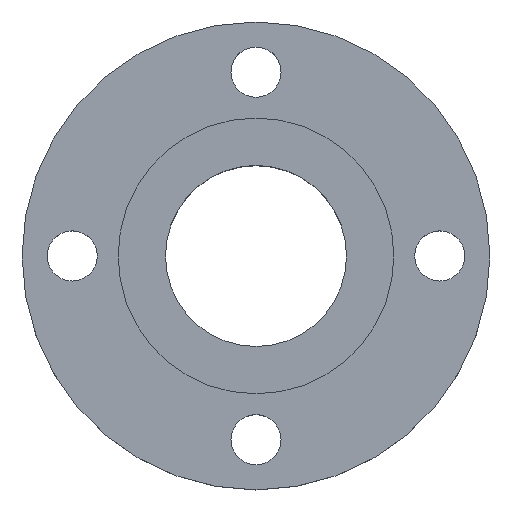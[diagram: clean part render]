
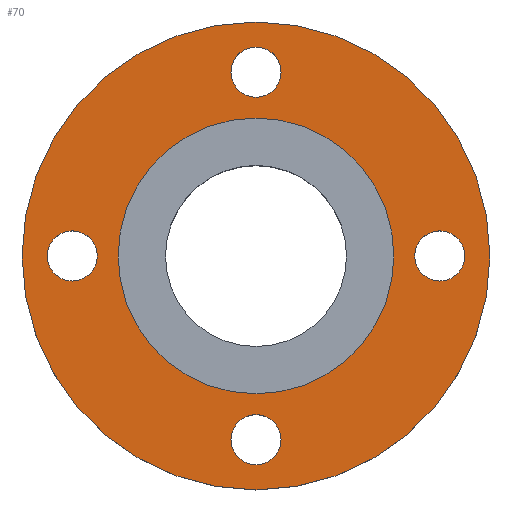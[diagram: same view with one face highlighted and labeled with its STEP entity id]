
A CAD part, top view. The second image highlights one B-rep face of the part: STEP entity #70.
In plain terms, the highlighted planar face has unit normal (0, 0, 1).
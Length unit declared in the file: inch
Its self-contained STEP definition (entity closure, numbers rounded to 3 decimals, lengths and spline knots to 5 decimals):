
#3 = VERTEX_POINT ( 'NONE', #117 ) ;
#6 = DIRECTION ( 'NONE',  ( 1., 0., 0. ) ) ;
#7 = VERTEX_POINT ( 'NONE', #672 ) ;
#19 = DIRECTION ( 'NONE',  ( 0., 1., 0. ) ) ;
#20 = DIRECTION ( 'NONE',  ( 0., 0., 1. ) ) ;
#59 = DIRECTION ( 'NONE',  ( 1., 0., 0. ) ) ;
#64 = DIRECTION ( 'NONE',  ( 0., 0., 1. ) ) ;
#70 = ADVANCED_FACE ( 'NONE', ( #657, #318, #592, #104, #199, #736 ), #470, .F. ) ;
#85 = CIRCLE ( 'NONE', #469, 0.375 ) ;
#89 = DIRECTION ( 'NONE',  ( 1., 0., 0. ) ) ;
#92 = EDGE_CURVE ( 'NONE', #729, #131, #347, .T. ) ;
#97 = DIRECTION ( 'NONE',  ( 0., 0., 1. ) ) ;
#103 = VERTEX_POINT ( 'NONE', #728 ) ;
#104 = FACE_BOUND ( 'NONE', #671, .T. ) ;
#108 = ORIENTED_EDGE ( 'NONE', *, *, #582, .F. ) ;
#116 = ORIENTED_EDGE ( 'NONE', *, *, #460, .F. ) ;
#117 = CARTESIAN_POINT ( 'NONE',  ( 0.375, -2.75, -0.0625 ) ) ;
#118 = CARTESIAN_POINT ( 'NONE',  ( -2.75, 0., -0.0625 ) ) ;
#121 = ORIENTED_EDGE ( 'NONE', *, *, #92, .F. ) ;
#126 = CIRCLE ( 'NONE', #707, 0.375 ) ;
#131 = VERTEX_POINT ( 'NONE', #354 ) ;
#143 = CARTESIAN_POINT ( 'NONE',  ( 0., 0., -0.0625 ) ) ;
#144 = CARTESIAN_POINT ( 'NONE',  ( 0., -2.75, -0.0625 ) ) ;
#147 = AXIS2_PLACEMENT_3D ( 'NONE', #168, #97, #384 ) ;
#158 = CARTESIAN_POINT ( 'NONE',  ( -0.375, 2.75, -0.0625 ) ) ;
#160 = AXIS2_PLACEMENT_3D ( 'NONE', #144, #423, #640 ) ;
#167 = EDGE_LOOP ( 'NONE', ( #121, #727 ) ) ;
#168 = CARTESIAN_POINT ( 'NONE',  ( 0., 2.75, -0.0625 ) ) ;
#178 = CARTESIAN_POINT ( 'NONE',  ( -0.375, -2.75, -0.0625 ) ) ;
#183 = ORIENTED_EDGE ( 'NONE', *, *, #661, .T. ) ;
#189 = VERTEX_POINT ( 'NONE', #763 ) ;
#194 = EDGE_CURVE ( 'NONE', #255, #838, #320, .T. ) ;
#199 = FACE_BOUND ( 'NONE', #167, .T. ) ;
#213 = DIRECTION ( 'NONE',  ( 0., 0., 1. ) ) ;
#221 = AXIS2_PLACEMENT_3D ( 'NONE', #285, #360, #431 ) ;
#226 = CARTESIAN_POINT ( 'NONE',  ( -2.375, 0., -0.0625 ) ) ;
#229 = DIRECTION ( 'NONE',  ( 0., 0., 1. ) ) ;
#243 = CIRCLE ( 'NONE', #160, 0.375 ) ;
#245 = CARTESIAN_POINT ( 'NONE',  ( 0., 2.0625, -0.0625 ) ) ;
#251 = ORIENTED_EDGE ( 'NONE', *, *, #618, .T. ) ;
#254 = CIRCLE ( 'NONE', #852, 3.5 ) ;
#255 = VERTEX_POINT ( 'NONE', #508 ) ;
#258 = CIRCLE ( 'NONE', #715, 0.375 ) ;
#261 = CIRCLE ( 'NONE', #221, 2.0625 ) ;
#266 = VERTEX_POINT ( 'NONE', #178 ) ;
#270 = CARTESIAN_POINT ( 'NONE',  ( 2.75, 0., -0.0625 ) ) ;
#274 = DIRECTION ( 'NONE',  ( -1., 0., 0. ) ) ;
#282 = EDGE_CURVE ( 'NONE', #103, #656, #521, .T. ) ;
#284 = DIRECTION ( 'NONE',  ( 0., 0., 1. ) ) ;
#285 = CARTESIAN_POINT ( 'NONE',  ( 0., 0., -0.0625 ) ) ;
#289 = DIRECTION ( 'NONE',  ( 1., 0., 0. ) ) ;
#313 = DIRECTION ( 'NONE',  ( 0., 0., 1. ) ) ;
#317 = EDGE_CURVE ( 'NONE', #131, #729, #261, .T. ) ;
#318 = FACE_BOUND ( 'NONE', #717, .T. ) ;
#320 = CIRCLE ( 'NONE', #381, 0.375 ) ;
#322 = DIRECTION ( 'NONE',  ( -1., 0., 0. ) ) ;
#330 = EDGE_CURVE ( 'NONE', #266, #3, #243, .T. ) ;
#331 = CIRCLE ( 'NONE', #698, 0.375 ) ;
#334 = CARTESIAN_POINT ( 'NONE',  ( 0., 0., -0.0625 ) ) ;
#347 = CIRCLE ( 'NONE', #822, 2.0625 ) ;
#350 = VERTEX_POINT ( 'NONE', #368 ) ;
#354 = CARTESIAN_POINT ( 'NONE',  ( -2.0625, 0., -0.0625 ) ) ;
#360 = DIRECTION ( 'NONE',  ( 0., 0., 1. ) ) ;
#368 = CARTESIAN_POINT ( 'NONE',  ( 3.5, 0., -0.0625 ) ) ;
#379 = AXIS2_PLACEMENT_3D ( 'NONE', #560, #213, #651 ) ;
#381 = AXIS2_PLACEMENT_3D ( 'NONE', #633, #20, #289 ) ;
#384 = DIRECTION ( 'NONE',  ( 0., -1., 0. ) ) ;
#423 = DIRECTION ( 'NONE',  ( 0., 0., 1. ) ) ;
#431 = DIRECTION ( 'NONE',  ( 1., 0., 0. ) ) ;
#434 = DIRECTION ( 'NONE',  ( -1., 0., 0. ) ) ;
#460 = EDGE_CURVE ( 'NONE', #3, #266, #85, .T. ) ;
#461 = DIRECTION ( 'NONE',  ( 1., 0., 0. ) ) ;
#469 = AXIS2_PLACEMENT_3D ( 'NONE', #512, #629, #19 ) ;
#470 = PLANE ( 'NONE',  #835 ) ;
#476 = DIRECTION ( 'NONE',  ( 0., 0., -1. ) ) ;
#477 = ORIENTED_EDGE ( 'NONE', *, *, #282, .F. ) ;
#508 = CARTESIAN_POINT ( 'NONE',  ( -3.125, 0., -0.0625 ) ) ;
#512 = CARTESIAN_POINT ( 'NONE',  ( 0., -2.75, -0.0625 ) ) ;
#521 = CIRCLE ( 'NONE', #147, 0.375 ) ;
#535 = DIRECTION ( 'NONE',  ( 0., 0., 1. ) ) ;
#543 = ORIENTED_EDGE ( 'NONE', *, *, #194, .F. ) ;
#544 = VERTEX_POINT ( 'NONE', #745 ) ;
#546 = DIRECTION ( 'NONE',  ( 0., 0., 1. ) ) ;
#550 = AXIS2_PLACEMENT_3D ( 'NONE', #673, #546, #59 ) ;
#556 = ORIENTED_EDGE ( 'NONE', *, *, #595, .F. ) ;
#560 = CARTESIAN_POINT ( 'NONE',  ( 0., 2.75, -0.0625 ) ) ;
#582 = EDGE_CURVE ( 'NONE', #544, #189, #331, .T. ) ;
#592 = FACE_BOUND ( 'NONE', #596, .T. ) ;
#595 = EDGE_CURVE ( 'NONE', #838, #255, #126, .T. ) ;
#596 = EDGE_LOOP ( 'NONE', ( #116, #848 ) ) ;
#607 = CIRCLE ( 'NONE', #379, 0.375 ) ;
#618 = EDGE_CURVE ( 'NONE', #7, #350, #802, .T. ) ;
#629 = DIRECTION ( 'NONE',  ( 0., 0., 1. ) ) ;
#633 = CARTESIAN_POINT ( 'NONE',  ( -2.75, 0., -0.0625 ) ) ;
#640 = DIRECTION ( 'NONE',  ( 0., 1., 0. ) ) ;
#651 = DIRECTION ( 'NONE',  ( 0., -1., 0. ) ) ;
#656 = VERTEX_POINT ( 'NONE', #158 ) ;
#657 = FACE_BOUND ( 'NONE', #743, .T. ) ;
#661 = EDGE_CURVE ( 'NONE', #350, #7, #254, .T. ) ;
#671 = EDGE_LOOP ( 'NONE', ( #556, #543 ) ) ;
#672 = CARTESIAN_POINT ( 'NONE',  ( -3.5, 0., -0.0625 ) ) ;
#673 = CARTESIAN_POINT ( 'NONE',  ( 0., 0., -0.0625 ) ) ;
#678 = ORIENTED_EDGE ( 'NONE', *, *, #770, .F. ) ;
#698 = AXIS2_PLACEMENT_3D ( 'NONE', #270, #535, #274 ) ;
#700 = CARTESIAN_POINT ( 'NONE',  ( 2.0625, 0., -0.0625 ) ) ;
#703 = CARTESIAN_POINT ( 'NONE',  ( 2.75, 0., -0.0625 ) ) ;
#707 = AXIS2_PLACEMENT_3D ( 'NONE', #118, #64, #6 ) ;
#715 = AXIS2_PLACEMENT_3D ( 'NONE', #703, #229, #434 ) ;
#717 = EDGE_LOOP ( 'NONE', ( #108, #678 ) ) ;
#727 = ORIENTED_EDGE ( 'NONE', *, *, #317, .F. ) ;
#728 = CARTESIAN_POINT ( 'NONE',  ( 0.375, 2.75, -0.0625 ) ) ;
#729 = VERTEX_POINT ( 'NONE', #700 ) ;
#736 = FACE_OUTER_BOUND ( 'NONE', #849, .T. ) ;
#743 = EDGE_LOOP ( 'NONE', ( #477, #853 ) ) ;
#745 = CARTESIAN_POINT ( 'NONE',  ( 3.125, 0., -0.0625 ) ) ;
#763 = CARTESIAN_POINT ( 'NONE',  ( 2.375, 0., -0.0625 ) ) ;
#770 = EDGE_CURVE ( 'NONE', #189, #544, #258, .T. ) ;
#802 = CIRCLE ( 'NONE', #550, 3.5 ) ;
#822 = AXIS2_PLACEMENT_3D ( 'NONE', #334, #313, #461 ) ;
#835 = AXIS2_PLACEMENT_3D ( 'NONE', #245, #476, #322 ) ;
#838 = VERTEX_POINT ( 'NONE', #226 ) ;
#840 = EDGE_CURVE ( 'NONE', #656, #103, #607, .T. ) ;
#848 = ORIENTED_EDGE ( 'NONE', *, *, #330, .F. ) ;
#849 = EDGE_LOOP ( 'NONE', ( #183, #251 ) ) ;
#852 = AXIS2_PLACEMENT_3D ( 'NONE', #143, #284, #89 ) ;
#853 = ORIENTED_EDGE ( 'NONE', *, *, #840, .F. ) ;
